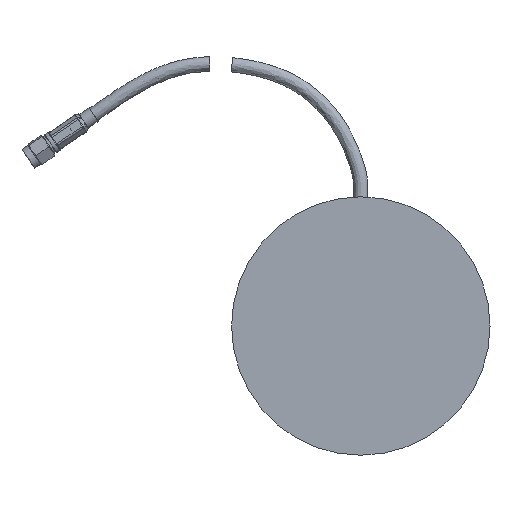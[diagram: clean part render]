
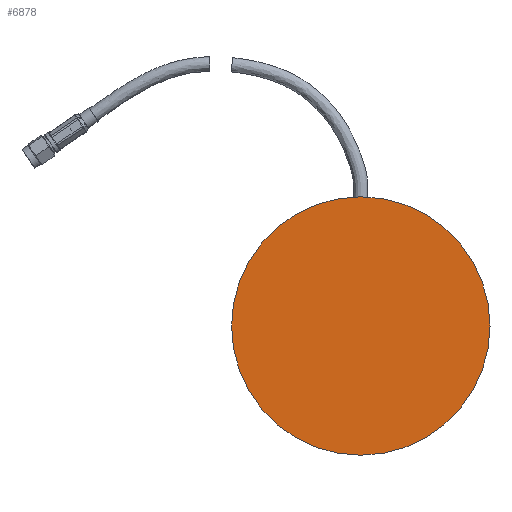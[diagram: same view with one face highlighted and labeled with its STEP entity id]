
A CAD part, front view. The second image highlights one B-rep face of the part: STEP entity #6878.
In plain terms, the highlighted planar face has unit normal (0, -1, 0).
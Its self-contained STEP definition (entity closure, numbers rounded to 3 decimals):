
#12 = CARTESIAN_POINT ( 'NONE',  ( 0., 0., 0. ) ) ;
#133 = CARTESIAN_POINT ( 'NONE',  ( 0., 0., -44.45 ) ) ;
#663 = DIRECTION ( 'NONE',  ( 0., 0., -1. ) ) ;
#843 = CIRCLE ( 'NONE', #2047, 44.45 ) ;
#2047 = AXIS2_PLACEMENT_3D ( 'NONE', #12, #4510, #663 ) ;
#2720 = AXIS2_PLACEMENT_3D ( 'NONE', #3223, #7754, #3864 ) ;
#3223 = CARTESIAN_POINT ( 'NONE',  ( -44.45, 0., 0. ) ) ;
#3864 = DIRECTION ( 'NONE',  ( 0., 0., 1. ) ) ;
#4195 = ORIENTED_EDGE ( 'NONE', *, *, #6282, .T. ) ;
#4510 = DIRECTION ( 'NONE',  ( 0., -1., 0. ) ) ;
#5197 = FACE_OUTER_BOUND ( 'NONE', #7580, .T. ) ;
#6282 = EDGE_CURVE ( 'NONE', #7465, #7465, #843, .T. ) ;
#6878 = ADVANCED_FACE ( 'NONE', ( #5197 ), #7727, .F. ) ;
#7465 = VERTEX_POINT ( 'NONE', #133 ) ;
#7580 = EDGE_LOOP ( 'NONE', ( #4195 ) ) ;
#7727 = PLANE ( 'NONE',  #2720 ) ;
#7754 = DIRECTION ( 'NONE',  ( 0., 1., 0. ) ) ;
